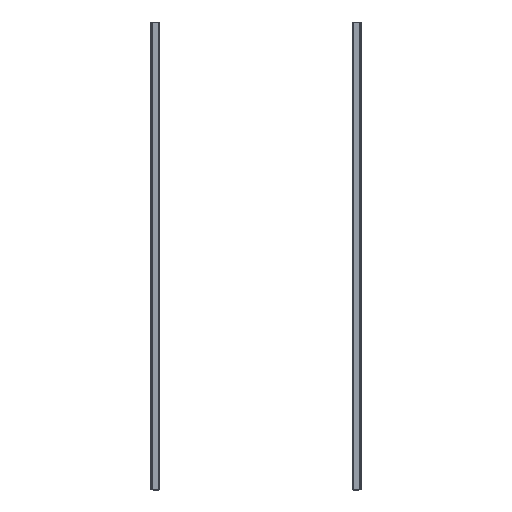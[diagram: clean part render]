
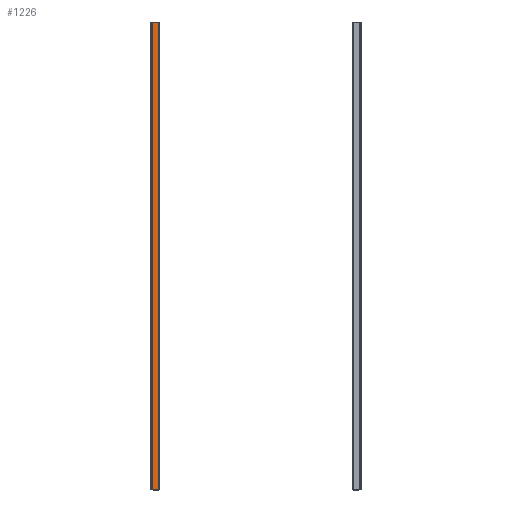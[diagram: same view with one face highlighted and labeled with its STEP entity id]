
A CAD part, top view. The second image highlights one B-rep face of the part: STEP entity #1226.
In plain terms, the highlighted face is planar.
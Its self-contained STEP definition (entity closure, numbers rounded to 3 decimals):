
#87 = CARTESIAN_POINT ( 'NONE',  ( -9.5, -663., 0. ) ) ;
#330 = FACE_OUTER_BOUND ( 'NONE', #24273, .T. ) ;
#559 = VECTOR ( 'NONE', #24109, 1000. ) ;
#965 = CARTESIAN_POINT ( 'NONE',  ( -9.5, 660., -19.5 ) ) ;
#1226 = ADVANCED_FACE ( '�����8', ( #330 ), #6304, .F. ) ;
#1358 = EDGE_CURVE ( 'NONE', #22038, #7307, #2114, .T. ) ;
#2114 = LINE ( 'NONE', #18475, #19552 ) ;
#2205 = LINE ( 'NONE', #87, #22958 ) ;
#2234 = LINE ( 'NONE', #6408, #18445 ) ;
#3120 = VERTEX_POINT ( 'NONE', #10600 ) ;
#3495 = EDGE_CURVE ( 'NONE', #10705, #3984, #2205, .T. ) ;
#3984 = VERTEX_POINT ( 'NONE', #13814 ) ;
#4400 = CARTESIAN_POINT ( 'NONE',  ( -9.5, 663., -1.875 ) ) ;
#4424 = ORIENTED_EDGE ( 'NONE', *, *, #23548, .T. ) ;
#4538 = VECTOR ( 'NONE', #21314, 1000. ) ;
#4919 = CARTESIAN_POINT ( 'NONE',  ( -9.5, -663., -1.875 ) ) ;
#5230 = VECTOR ( 'NONE', #7619, 1000. ) ;
#5848 = ORIENTED_EDGE ( 'NONE', *, *, #20721, .T. ) ;
#6304 = PLANE ( 'NONE',  #6344 ) ;
#6344 = AXIS2_PLACEMENT_3D ( 'NONE', #16141, #13900, #10110 ) ;
#6408 = CARTESIAN_POINT ( 'NONE',  ( -9.5, 660., -19.5 ) ) ;
#6453 = LINE ( 'NONE', #6775, #5230 ) ;
#6775 = CARTESIAN_POINT ( 'NONE',  ( -9.5, -663., -1.875 ) ) ;
#6948 = ORIENTED_EDGE ( 'NONE', *, *, #1358, .F. ) ;
#7307 = VERTEX_POINT ( 'NONE', #4400 ) ;
#7619 = DIRECTION ( 'NONE',  ( 0., -1., 0. ) ) ;
#8817 = EDGE_CURVE ( '������21', #7307, #10705, #6453, .T. ) ;
#10110 = DIRECTION ( 'NONE',  ( 0., 0., -1. ) ) ;
#10290 = DIRECTION ( 'NONE',  ( 0., -0.707, -0.707 ) ) ;
#10600 = CARTESIAN_POINT ( 'NONE',  ( -9.5, -660., -19.5 ) ) ;
#10705 = VERTEX_POINT ( 'NONE', #4919 ) ;
#10908 = EDGE_CURVE ( 'NONE', #3120, #22739, #12078, .T. ) ;
#11577 = CARTESIAN_POINT ( 'NONE',  ( -9.5, 663., -16.5 ) ) ;
#12078 = LINE ( 'NONE', #15602, #4538 ) ;
#12606 = ORIENTED_EDGE ( 'NONE', *, *, #10908, .F. ) ;
#13538 = DIRECTION ( 'NONE',  ( 0., 0., -1. ) ) ;
#13814 = CARTESIAN_POINT ( 'NONE',  ( -9.5, -663., -16.5 ) ) ;
#13900 = DIRECTION ( 'NONE',  ( 1., 0., 0. ) ) ;
#15602 = CARTESIAN_POINT ( 'NONE',  ( -9.5, -663., -19.5 ) ) ;
#16141 = CARTESIAN_POINT ( 'NONE',  ( -9.5, -663., -19.5 ) ) ;
#17786 = ORIENTED_EDGE ( 'NONE', *, *, #3495, .F. ) ;
#18445 = VECTOR ( 'NONE', #10290, 1000. ) ;
#18475 = CARTESIAN_POINT ( 'NONE',  ( -9.5, 663., -19.5 ) ) ;
#19552 = VECTOR ( 'NONE', #24118, 1000. ) ;
#20128 = ORIENTED_EDGE ( 'NONE', *, *, #8817, .F. ) ;
#20425 = CARTESIAN_POINT ( 'NONE',  ( -9.5, -663., -16.5 ) ) ;
#20721 = EDGE_CURVE ( 'NONE', #22038, #22739, #2234, .T. ) ;
#21314 = DIRECTION ( 'NONE',  ( 0., 1., 0. ) ) ;
#21599 = LINE ( 'NONE', #20425, #559 ) ;
#22038 = VERTEX_POINT ( 'NONE', #11577 ) ;
#22739 = VERTEX_POINT ( 'NONE', #965 ) ;
#22958 = VECTOR ( 'NONE', #13538, 1000. ) ;
#23548 = EDGE_CURVE ( 'NONE', #3120, #3984, #21599, .T. ) ;
#24109 = DIRECTION ( 'NONE',  ( 0., -0.707, 0.707 ) ) ;
#24118 = DIRECTION ( 'NONE',  ( 0., 0., 1. ) ) ;
#24273 = EDGE_LOOP ( 'NONE', ( #12606, #4424, #17786, #20128, #6948, #5848 ) ) ;
